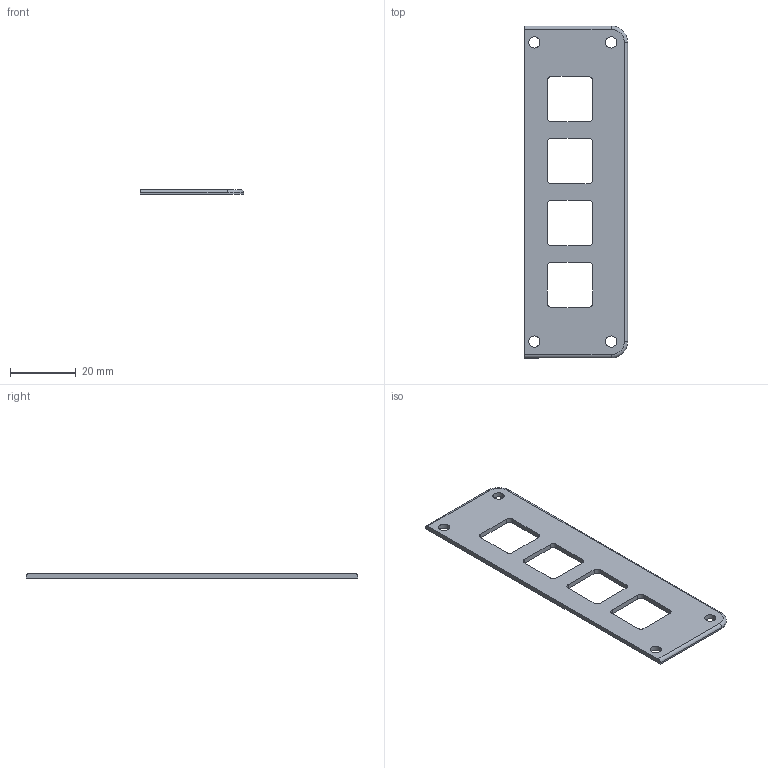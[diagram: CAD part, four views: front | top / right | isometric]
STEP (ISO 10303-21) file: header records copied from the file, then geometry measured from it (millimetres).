
FILE_DESCRIPTION(/* description */ (''),/* implementation_level */ '2;1');
FILE_NAME(/* name */ 'Top_1 v1.step',/* time_stamp */ '2025-07-09T12:34:29-07:00',/* author */ (''),/* organization */ (''),/* preprocessor_version */ 'ST-DEVELOPER v20.1',/* originating_system */ 'Autodesk Translation Framework v14.10.0.0',/* authorisation */ '');
FILE_SCHEMA (('AUTOMOTIVE_DESIGN { 1 0 10303 214 3 1 1 }'));
Length unit declared in the file: millimetre
Products named in the file (2): hackpad_body; hackpad_lid
Assembly tree (1 placements, depth 2):
  hackpad_body
    hackpad_lid
Bounding box: 31.4 x 100.96 x 1.5 mm (x, y, z)
Volume: 3524 mm3; surface area: 5446.5 mm2
Topology: 1 solids, 1 shells, 49 faces, 137 edges, 90 vertices
Faces by surface type: cylinder 25, plane 22, torus 2
Full cylindrical faces by diameter (mm): 3.4 x4
Entity records: 1683 total; most frequent: DIRECTION 293, CARTESIAN_POINT 279, ORIENTED_EDGE 274, EDGE_CURVE 137, AXIS2_PLACEMENT_3D 104, VERTEX_POINT 90, LINE 85, VECTOR 85
